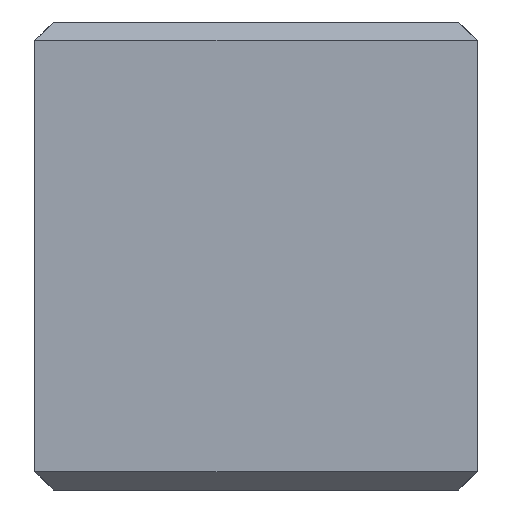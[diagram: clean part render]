
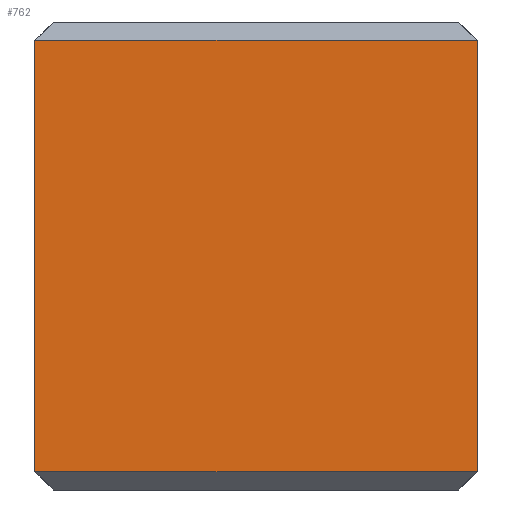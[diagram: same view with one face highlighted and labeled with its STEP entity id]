
A CAD part, left-side view. The second image highlights one B-rep face of the part: STEP entity #762.
In plain terms, the highlighted planar face has unit normal (-1, 0, 0).
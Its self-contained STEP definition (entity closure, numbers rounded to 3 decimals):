
#51 = LINE ( 'NONE', #563, #1963 ) ;
#68 = EDGE_CURVE ( 'NONE', #3071, #241, #1865, .T. ) ;
#122 = EDGE_CURVE ( 'NONE', #2799, #241, #1632, .T. ) ;
#175 = CARTESIAN_POINT ( 'NONE',  ( 0., 12., 12.2 ) ) ;
#241 = VERTEX_POINT ( 'NONE', #986 ) ;
#299 = DIRECTION ( 'NONE',  ( 0., 1., 0. ) ) ;
#393 = CARTESIAN_POINT ( 'NONE',  ( 0., 12., 0.5 ) ) ;
#433 = ORIENTED_EDGE ( 'NONE', *, *, #2245, .T. ) ;
#464 = AXIS2_PLACEMENT_3D ( 'NONE', #2198, #2424, #682 ) ;
#563 = CARTESIAN_POINT ( 'NONE',  ( 0., 0., 12.2 ) ) ;
#657 = EDGE_CURVE ( 'NONE', #2372, #2799, #1315, .T. ) ;
#682 = DIRECTION ( 'NONE',  ( 0., 0., -1. ) ) ;
#762 = ADVANCED_FACE ( 'NONE', ( #2141 ), #2884, .F. ) ;
#815 = VECTOR ( 'NONE', #2260, 1000. ) ;
#817 = CARTESIAN_POINT ( 'NONE',  ( 0., 0., 12.2 ) ) ;
#824 = VECTOR ( 'NONE', #2886, 1000. ) ;
#986 = CARTESIAN_POINT ( 'NONE',  ( 0., 0., 0.5 ) ) ;
#1301 = CARTESIAN_POINT ( 'NONE',  ( 0., 12., 12.7 ) ) ;
#1315 = LINE ( 'NONE', #1301, #815 ) ;
#1386 = ORIENTED_EDGE ( 'NONE', *, *, #657, .T. ) ;
#1632 = LINE ( 'NONE', #1913, #2578 ) ;
#1700 = EDGE_LOOP ( 'NONE', ( #1386, #1742, #2611, #433 ) ) ;
#1742 = ORIENTED_EDGE ( 'NONE', *, *, #122, .T. ) ;
#1865 = LINE ( 'NONE', #2096, #824 ) ;
#1913 = CARTESIAN_POINT ( 'NONE',  ( 0., 0., 0.5 ) ) ;
#1963 = VECTOR ( 'NONE', #299, 1000. ) ;
#2096 = CARTESIAN_POINT ( 'NONE',  ( 0., 0., 12.7 ) ) ;
#2141 = FACE_OUTER_BOUND ( 'NONE', #1700, .T. ) ;
#2198 = CARTESIAN_POINT ( 'NONE',  ( 0., 0., 12.7 ) ) ;
#2245 = EDGE_CURVE ( 'NONE', #3071, #2372, #51, .T. ) ;
#2260 = DIRECTION ( 'NONE',  ( 0., 0., -1. ) ) ;
#2372 = VERTEX_POINT ( 'NONE', #175 ) ;
#2424 = DIRECTION ( 'NONE',  ( 1., 0., 0. ) ) ;
#2578 = VECTOR ( 'NONE', #3183, 1000. ) ;
#2611 = ORIENTED_EDGE ( 'NONE', *, *, #68, .F. ) ;
#2799 = VERTEX_POINT ( 'NONE', #393 ) ;
#2884 = PLANE ( 'NONE',  #464 ) ;
#2886 = DIRECTION ( 'NONE',  ( 0., 0., -1. ) ) ;
#3071 = VERTEX_POINT ( 'NONE', #817 ) ;
#3183 = DIRECTION ( 'NONE',  ( 0., -1., 0. ) ) ;
